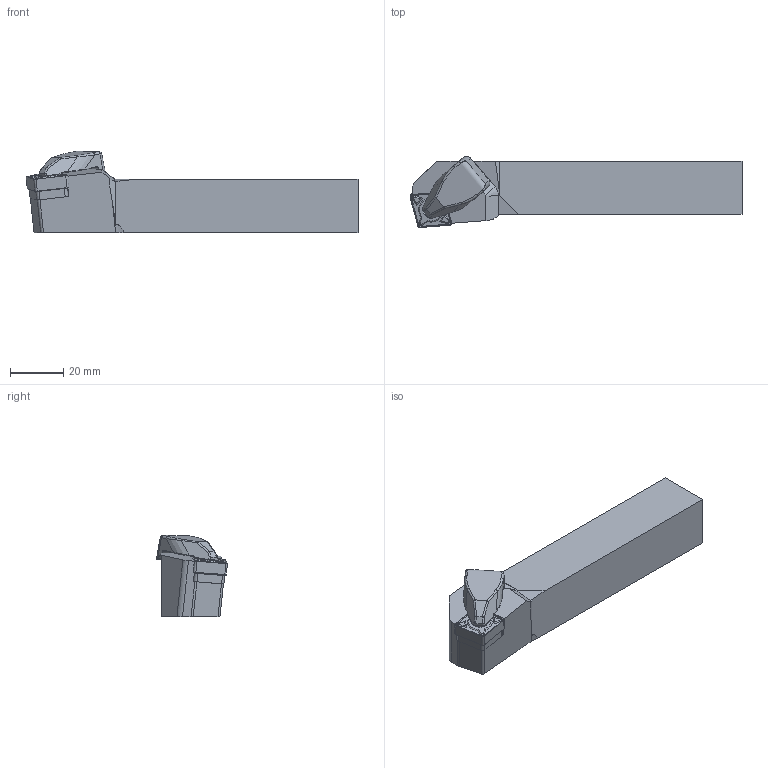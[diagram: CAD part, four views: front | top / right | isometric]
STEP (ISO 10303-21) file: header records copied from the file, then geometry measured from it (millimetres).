
FILE_DESCRIPTION(/* description */ (''),/* implementation_level */ '2;1');
FILE_NAME(/* name */ 'TCKNR-2020-K12.stp',/* time_stamp */ '2023-10-10T10:38:16+03:00',/* author */ (''),/* organization */ (''),/* preprocessor_version */ 'ST-DEVELOPER v19.4',/* originating_system */ 'SIEMENS PLM Software NX2306.3001',/* authorisation */ '');
FILE_SCHEMA (('AUTOMOTIVE_DESIGN { 1 0 10303 214 3 1 1 1 }'));
Length unit declared in the file: millimetre
Products named in the file (1): TCKNR-2020-K12
Bounding box: 124.79 x 26.7 x 30.53 mm (x, y, z)
Volume: 52570.3 mm3; surface area: 12351.3 mm2
Topology: 2 solids, 2 shells, 185 faces, 471 edges, 298 vertices
Faces by surface type: plane 89, cylinder 50, cone 23, bspline 19, torus 2, sphere 2
Full cylindrical faces by diameter (mm): 4.4 x1, 5.1 x1, 6.4 x1
Entity records: 6477 total; most frequent: CARTESIAN_POINT 1498, DIRECTION 945, ORIENTED_EDGE 918, EDGE_CURVE 459, AXIS2_PLACEMENT_3D 339, VERTEX_POINT 296, LINE 267, VECTOR 267
